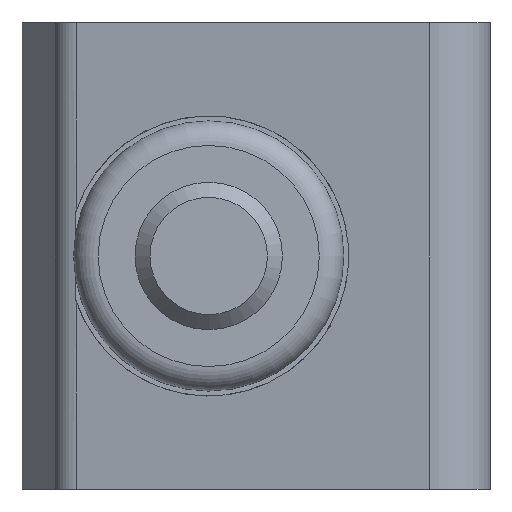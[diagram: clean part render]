
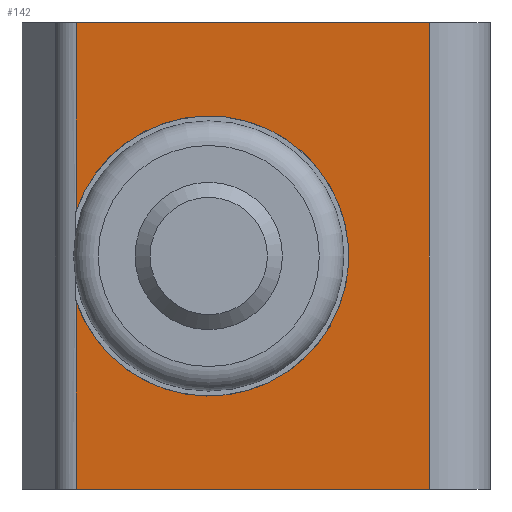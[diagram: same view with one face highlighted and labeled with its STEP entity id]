
A CAD part, front view. The second image highlights one B-rep face of the part: STEP entity #142.
In plain terms, the highlighted planar face has unit normal (-0.123, -0.992, 0).
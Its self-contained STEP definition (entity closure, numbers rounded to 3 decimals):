
#142 = ADVANCED_FACE( '', ( #293 ), #294, .F. );
#293 = FACE_OUTER_BOUND( '', #479, .T. );
#294 = PLANE( '', #480 );
#479 = EDGE_LOOP( '', ( #806, #807, #808, #809, #810, #811 ) );
#480 = AXIS2_PLACEMENT_3D( '', #812, #813, #814 );
#806 = ORIENTED_EDGE( '', *, *, #934, .F. );
#807 = ORIENTED_EDGE( '', *, *, #960, .T. );
#808 = ORIENTED_EDGE( '', *, *, #877, .T. );
#809 = ORIENTED_EDGE( '', *, *, #920, .F. );
#810 = ORIENTED_EDGE( '', *, *, #968, .F. );
#811 = ORIENTED_EDGE( '', *, *, #958, .T. );
#812 = CARTESIAN_POINT( '', ( -5.389, 2.493, 9.5 ) );
#813 = DIRECTION( '', ( 0.123, 0.992, 0. ) );
#814 = DIRECTION( '', ( -0.992, 0.123, 0. ) );
#877 = EDGE_CURVE( '', #1029, #1027, #1030, .T. );
#920 = EDGE_CURVE( '', #1094, #1027, #1096, .T. );
#934 = EDGE_CURVE( '', #1114, #1112, #1116, .F. );
#958 = EDGE_CURVE( '', #1145, #1112, #1146, .T. );
#960 = EDGE_CURVE( '', #1114, #1029, #1148, .T. );
#968 = EDGE_CURVE( '', #1145, #1094, #1156, .T. );
#1027 = VERTEX_POINT( '', #1231 );
#1029 = VERTEX_POINT( '', #1233 );
#1030 = LINE( '', #1234, #1235 );
#1094 = VERTEX_POINT( '', #1320 );
#1096 = LINE( '', #1322, #1323 );
#1112 = VERTEX_POINT( '', #1342 );
#1114 = VERTEX_POINT( '', #1347 );
#1116 = ELLIPSE( '', #1352, 5.743, 5.7 );
#1145 = VERTEX_POINT( '', #1387 );
#1146 = LINE( '', #1388, #1389 );
#1148 = LINE( '', #1391, #1392 );
#1156 = LINE( '', #1404, #1405 );
#1231 = CARTESIAN_POINT( '', ( 8.98, 0.717, -9.5 ) );
#1233 = CARTESIAN_POINT( '', ( -5.389, 2.493, -9.5 ) );
#1234 = CARTESIAN_POINT( '', ( -5.389, 2.493, -9.5 ) );
#1235 = VECTOR( '', #1454, 1000. );
#1320 = CARTESIAN_POINT( '', ( 8.98, 0.717, 9.5 ) );
#1322 = CARTESIAN_POINT( '', ( 8.98, 0.717, 9.5 ) );
#1323 = VECTOR( '', #1509, 1000. );
#1342 = CARTESIAN_POINT( '', ( -5.389, 2.493, 1.856 ) );
#1347 = CARTESIAN_POINT( '', ( -5.389, 2.493, -1.856 ) );
#1352 = AXIS2_PLACEMENT_3D( '', #1525, #1526, #1527 );
#1387 = CARTESIAN_POINT( '', ( -5.389, 2.493, 9.5 ) );
#1388 = CARTESIAN_POINT( '', ( -5.389, 2.493, 9.5 ) );
#1389 = VECTOR( '', #1558, 1000. );
#1391 = CARTESIAN_POINT( '', ( -5.389, 2.493, 9.5 ) );
#1392 = VECTOR( '', #1562, 1000. );
#1404 = CARTESIAN_POINT( '', ( -5.389, 2.493, 9.5 ) );
#1405 = VECTOR( '', #1567, 1000. );
#1454 = DIRECTION( '', ( 0.992, -0.123, 0. ) );
#1509 = DIRECTION( '', ( 0., 0., -1. ) );
#1525 = CARTESIAN_POINT( '', ( 0., 1.827, 0. ) );
#1526 = DIRECTION( '', ( 0.123, 0.992, 0. ) );
#1527 = DIRECTION( '', ( 0.992, -0.123, 0. ) );
#1558 = DIRECTION( '', ( 0., 0., -1. ) );
#1562 = DIRECTION( '', ( 0., 0., -1. ) );
#1567 = DIRECTION( '', ( 0.992, -0.123, 0. ) );
